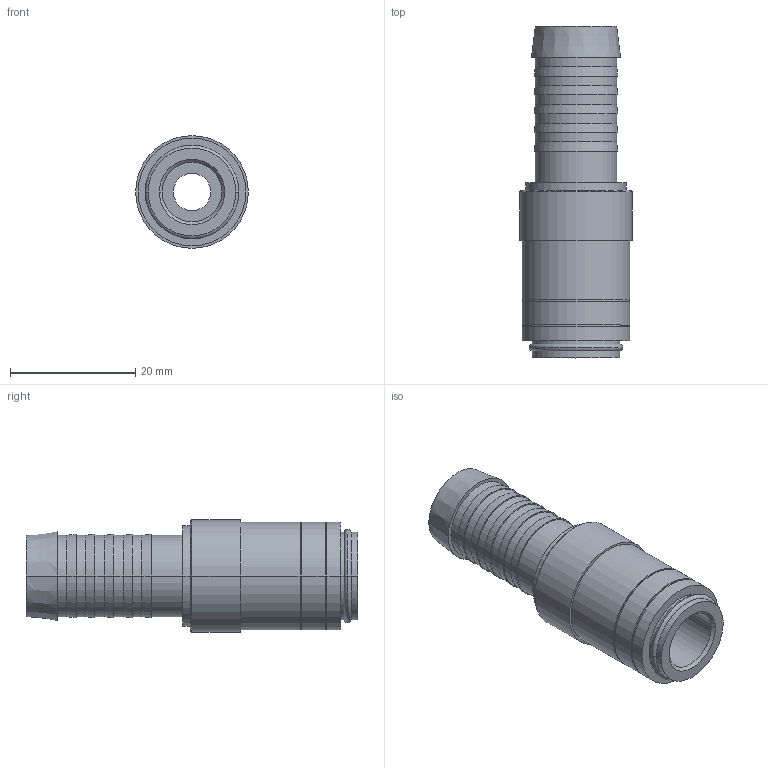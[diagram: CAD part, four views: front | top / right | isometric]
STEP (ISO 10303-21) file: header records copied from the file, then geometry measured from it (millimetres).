
FILE_DESCRIPTION(('STEP AP214'),'1');
FILE_NAME('esdm_13_tlab.stp','2020-04-22T06:12:07',('TraceParts'),('TraceParts S.A.'),'Spatial InterOp 3D',' ',' ');
FILE_SCHEMA(('automotive_design'));
Length unit declared in the file: millimetre
Products named in the file (1): 1
Bounding box: 18 x 53 x 18 mm (x, y, z)
Volume: 7837.6 mm3; surface area: 4228.2 mm2
Topology: 1 solids, 1 shells, 71 faces, 142 edges, 88 vertices
Faces by surface type: cylinder 34, plane 17, cone 16, torus 4
Entity records: 2456 total; most frequent: DIRECTION 378, CARTESIAN_POINT 302, ORIENTED_EDGE 284, AXIS2_PLACEMENT_3D 164, EDGE_CURVE 142, CIRCLE 92, EDGE_LOOP 88, VERTEX_POINT 88
